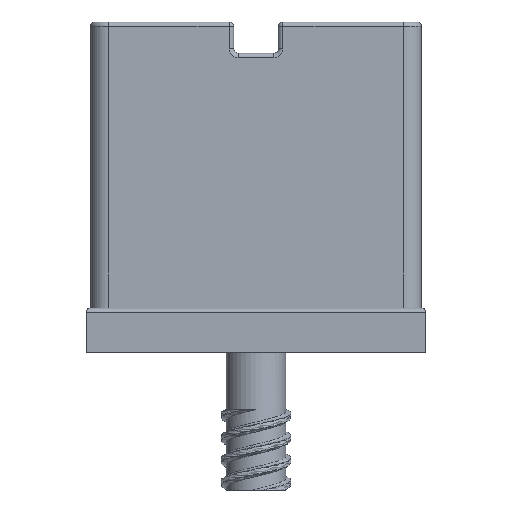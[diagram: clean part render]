
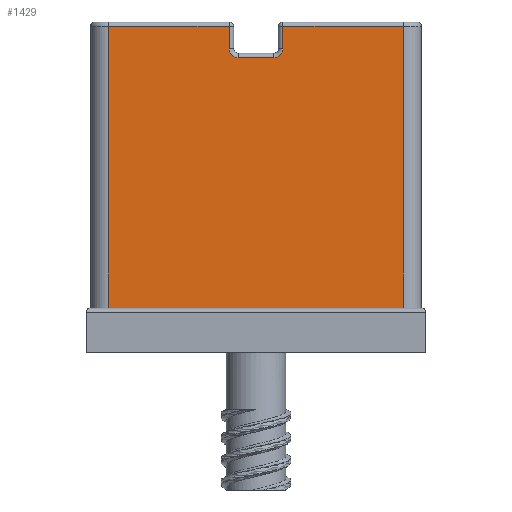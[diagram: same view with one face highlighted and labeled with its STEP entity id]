
A CAD part, front view. The second image highlights one B-rep face of the part: STEP entity #1429.
In plain terms, the highlighted planar face has unit normal (0, -1, 0).
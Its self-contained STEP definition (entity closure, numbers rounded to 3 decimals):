
#52=PLANE('',#1545);
#111=FACE_OUTER_BOUND('',#203,.T.);
#203=EDGE_LOOP('',(#1048,#1049,#1050,#1051,#1052,#1053,#1054,#1055,#1056,
#1057));
#311=CIRCLE('',#1546,1.);
#312=CIRCLE('',#1547,1.);
#389=LINE('',#3078,#497);
#395=LINE('',#3095,#503);
#396=LINE('',#3099,#504);
#397=LINE('',#3103,#505);
#398=LINE('',#3105,#506);
#399=LINE('',#3107,#507);
#400=LINE('',#3109,#508);
#401=LINE('',#3110,#509);
#497=VECTOR('',#1754,10.);
#503=VECTOR('',#1774,10.);
#504=VECTOR('',#1777,10.);
#505=VECTOR('',#1780,10.);
#506=VECTOR('',#1781,10.);
#507=VECTOR('',#1782,10.);
#508=VECTOR('',#1783,10.);
#509=VECTOR('',#1784,10.);
#631=VERTEX_POINT('',#3070);
#633=VERTEX_POINT('',#3076);
#637=VERTEX_POINT('',#3094);
#638=VERTEX_POINT('',#3096);
#639=VERTEX_POINT('',#3098);
#640=VERTEX_POINT('',#3100);
#641=VERTEX_POINT('',#3102);
#642=VERTEX_POINT('',#3104);
#643=VERTEX_POINT('',#3106);
#644=VERTEX_POINT('',#3108);
#778=EDGE_CURVE('',#633,#631,#389,.T.);
#787=EDGE_CURVE('',#637,#633,#395,.T.);
#788=EDGE_CURVE('',#638,#637,#311,.T.);
#789=EDGE_CURVE('',#639,#638,#396,.T.);
#790=EDGE_CURVE('',#640,#639,#312,.T.);
#791=EDGE_CURVE('',#641,#640,#397,.T.);
#792=EDGE_CURVE('',#642,#641,#398,.T.);
#793=EDGE_CURVE('',#643,#642,#399,.T.);
#794=EDGE_CURVE('',#643,#644,#400,.T.);
#795=EDGE_CURVE('',#631,#644,#401,.T.);
#1048=ORIENTED_EDGE('',*,*,#778,.F.);
#1049=ORIENTED_EDGE('',*,*,#787,.F.);
#1050=ORIENTED_EDGE('',*,*,#788,.F.);
#1051=ORIENTED_EDGE('',*,*,#789,.F.);
#1052=ORIENTED_EDGE('',*,*,#790,.F.);
#1053=ORIENTED_EDGE('',*,*,#791,.F.);
#1054=ORIENTED_EDGE('',*,*,#792,.F.);
#1055=ORIENTED_EDGE('',*,*,#793,.F.);
#1056=ORIENTED_EDGE('',*,*,#794,.T.);
#1057=ORIENTED_EDGE('',*,*,#795,.F.);
#1429=ADVANCED_FACE('',(#111),#52,.F.);
#1545=AXIS2_PLACEMENT_3D('',#3093,#1772,#1773);
#1546=AXIS2_PLACEMENT_3D('',#3097,#1775,#1776);
#1547=AXIS2_PLACEMENT_3D('',#3101,#1778,#1779);
#1754=DIRECTION('',(1.,0.,0.));
#1772=DIRECTION('center_axis',(0.,1.,0.));
#1773=DIRECTION('ref_axis',(1.,0.,0.));
#1774=DIRECTION('',(0.,0.,1.));
#1775=DIRECTION('center_axis',(0.,-1.,0.));
#1776=DIRECTION('ref_axis',(0.707,0.,-0.707));
#1777=DIRECTION('',(1.,0.,0.));
#1778=DIRECTION('center_axis',(0.,-1.,0.));
#1779=DIRECTION('ref_axis',(-0.707,0.,-0.707));
#1780=DIRECTION('',(0.,0.,-1.));
#1781=DIRECTION('',(1.,0.,0.));
#1782=DIRECTION('',(0.,0.,1.));
#1783=DIRECTION('',(1.,0.,0.));
#1784=DIRECTION('',(0.,0.,-1.));
#3070=CARTESIAN_POINT('',(38.645,15.335,36.5));
#3076=CARTESIAN_POINT('',(25.145,15.335,36.5));
#3078=CARTESIAN_POINT('',(12.895,15.335,36.5));
#3093=CARTESIAN_POINT('Origin',(3.645,15.335,37.));
#3094=CARTESIAN_POINT('',(25.145,15.335,34.));
#3095=CARTESIAN_POINT('',(25.145,15.335,35.25));
#3096=CARTESIAN_POINT('',(24.145,15.335,33.));
#3097=CARTESIAN_POINT('Origin',(24.145,15.335,34.));
#3098=CARTESIAN_POINT('',(20.145,15.335,33.));
#3099=CARTESIAN_POINT('',(12.895,15.335,33.));
#3100=CARTESIAN_POINT('',(19.145,15.335,34.));
#3101=CARTESIAN_POINT('Origin',(20.145,15.335,34.));
#3102=CARTESIAN_POINT('',(19.145,15.335,36.5));
#3103=CARTESIAN_POINT('',(19.145,15.335,37.));
#3104=CARTESIAN_POINT('',(5.645,15.335,36.5));
#3105=CARTESIAN_POINT('',(12.895,15.335,36.5));
#3106=CARTESIAN_POINT('',(5.645,15.335,5.));
#3107=CARTESIAN_POINT('',(5.645,15.335,37.));
#3108=CARTESIAN_POINT('',(38.645,15.335,5.));
#3109=CARTESIAN_POINT('',(12.895,15.335,5.));
#3110=CARTESIAN_POINT('',(38.645,15.335,37.));
